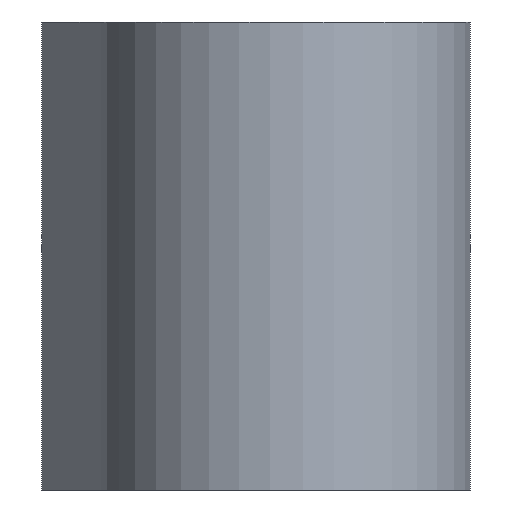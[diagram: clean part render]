
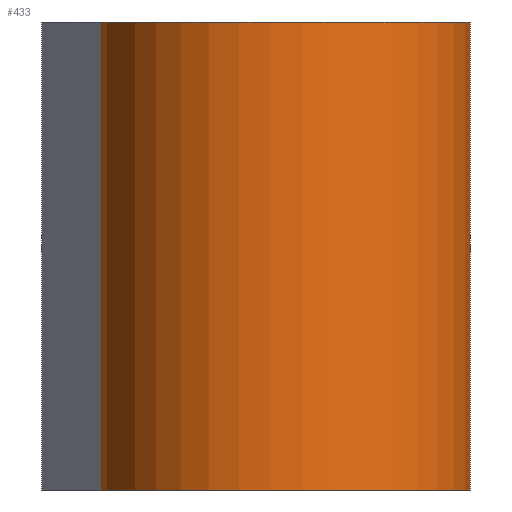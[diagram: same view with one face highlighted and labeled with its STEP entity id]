
A CAD part, front view. The second image highlights one B-rep face of the part: STEP entity #433.
In plain terms, the highlighted cylindrical face has radius 7.125 mm (diameter 14.25 mm), a partial arc.
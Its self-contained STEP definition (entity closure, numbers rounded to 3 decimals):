
#175=CARTESIAN_POINT('',(0.,0.,9.));
#176=DIRECTION('',(0.,0.,1.));
#177=DIRECTION('',(-0.969,0.247,0.));
#178=AXIS2_PLACEMENT_3D('',#175,#176,#177);
#180=CARTESIAN_POINT('',(0.,0.,-9.));
#181=DIRECTION('',(0.,0.,-1.));
#182=DIRECTION('',(-0.247,0.969,0.));
#183=AXIS2_PLACEMENT_3D('',#180,#181,#182);
#189=DIRECTION('',(0.,0.,1.));
#190=VECTOR('',#189,18.);
#191=CARTESIAN_POINT('',(-6.905,1.759,-9.));
#192=LINE('',#191,#190);
#213=DIRECTION('',(0.,0.,1.));
#214=VECTOR('',#213,18.);
#215=CARTESIAN_POINT('',(-1.759,6.905,-9.));
#216=LINE('',#215,#214);
#293=CARTESIAN_POINT('',(-1.759,6.905,-9.));
#294=CARTESIAN_POINT('',(-1.759,6.905,9.));
#295=VERTEX_POINT('',#293);
#296=VERTEX_POINT('',#294);
#305=CARTESIAN_POINT('',(-6.905,1.759,-9.));
#306=CARTESIAN_POINT('',(-6.905,1.759,9.));
#307=VERTEX_POINT('',#305);
#308=VERTEX_POINT('',#306);
#420=CARTESIAN_POINT('',(0.,0.,-9.));
#421=DIRECTION('',(0.,0.,1.));
#422=DIRECTION('',(1.,0.,0.));
#423=AXIS2_PLACEMENT_3D('',#420,#421,#422);
#424=CYLINDRICAL_SURFACE('',#423,7.125);
#426=ORIENTED_EDGE('',*,*,#425,.T.);
#427=ORIENTED_EDGE('',*,*,#399,.T.);
#429=ORIENTED_EDGE('',*,*,#428,.F.);
#430=ORIENTED_EDGE('',*,*,#350,.T.);
#431=EDGE_LOOP('',(#426,#427,#429,#430));
#432=FACE_OUTER_BOUND('',#431,.F.);
#179=CIRCLE('',#178,7.125);
#184=CIRCLE('',#183,7.125);
#350=EDGE_CURVE('',#295,#307,#184,.T.);
#399=EDGE_CURVE('',#308,#296,#179,.T.);
#425=EDGE_CURVE('',#307,#308,#192,.T.);
#428=EDGE_CURVE('',#295,#296,#216,.T.);
#433=ADVANCED_FACE('',(#432),#424,.T.);
